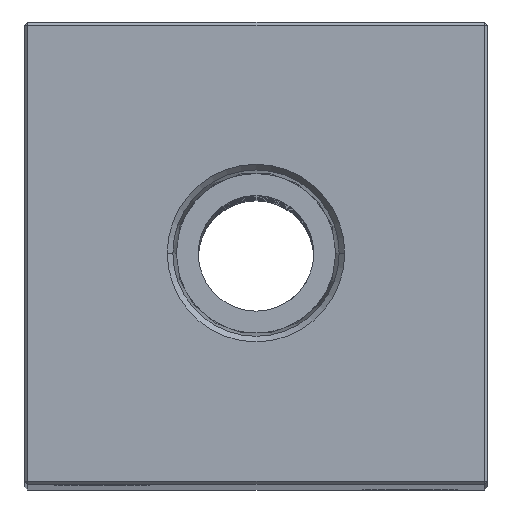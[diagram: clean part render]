
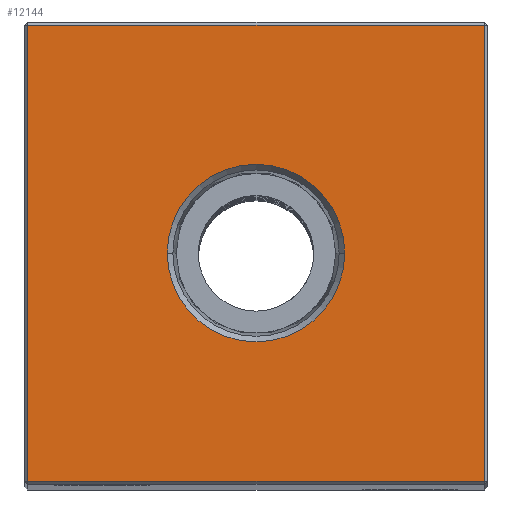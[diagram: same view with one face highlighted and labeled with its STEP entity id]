
A CAD part, top view. The second image highlights one B-rep face of the part: STEP entity #12144.
In plain terms, the highlighted planar face has unit normal (0, 0, 1).
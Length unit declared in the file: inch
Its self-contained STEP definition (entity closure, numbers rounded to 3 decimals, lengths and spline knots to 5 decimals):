
#820 = CARTESIAN_POINT ( 'NONE',  ( 0.288, 0., 10.75 ) ) ;
#2118 = LINE ( 'NONE', #3307, #10807 ) ;
#2719 = VERTEX_POINT ( 'NONE', #3664 ) ;
#2858 = VERTEX_POINT ( 'NONE', #16097 ) ;
#3054 = VECTOR ( 'NONE', #6729, 39.37008 ) ;
#3307 = CARTESIAN_POINT ( 'NONE',  ( 0.74, 0., 10.75 ) ) ;
#3567 = EDGE_CURVE ( 'NONE', #21151, #12794, #6350, .T. ) ;
#3664 = CARTESIAN_POINT ( 'NONE',  ( -0.288, 0., 10.75 ) ) ;
#3825 = PLANE ( 'NONE',  #9073 ) ;
#4396 = CARTESIAN_POINT ( 'NONE',  ( -0.74, -0.74, 10.75 ) ) ;
#4465 = VECTOR ( 'NONE', #4473, 39.37008 ) ;
#4473 = DIRECTION ( 'NONE',  ( 0., -1., 0. ) ) ;
#4510 = ORIENTED_EDGE ( 'NONE', *, *, #3567, .T. ) ;
#4780 = ORIENTED_EDGE ( 'NONE', *, *, #15988, .T. ) ;
#5012 = CARTESIAN_POINT ( 'NONE',  ( 0., 0., 10.75 ) ) ;
#5525 = CARTESIAN_POINT ( 'NONE',  ( 0., 0., 10.75 ) ) ;
#5901 = DIRECTION ( 'NONE',  ( 1., 0., 0. ) ) ;
#6350 = LINE ( 'NONE', #21715, #4465 ) ;
#6372 = VECTOR ( 'NONE', #12728, 39.37008 ) ;
#6729 = DIRECTION ( 'NONE',  ( 1., 0., 0. ) ) ;
#7394 = EDGE_CURVE ( 'NONE', #17327, #21151, #14232, .T. ) ;
#7515 = EDGE_CURVE ( 'NONE', #2858, #17327, #2118, .T. ) ;
#8524 = EDGE_LOOP ( 'NONE', ( #22039, #11400 ) ) ;
#8948 = CARTESIAN_POINT ( 'NONE',  ( 0., 0.74, 10.75 ) ) ;
#9073 = AXIS2_PLACEMENT_3D ( 'NONE', #13369, #19298, #16693 ) ;
#9727 = FACE_BOUND ( 'NONE', #8524, .T. ) ;
#10256 = LINE ( 'NONE', #12643, #3054 ) ;
#10807 = VECTOR ( 'NONE', #22423, 39.37008 ) ;
#11400 = ORIENTED_EDGE ( 'NONE', *, *, #16543, .F. ) ;
#12144 = ADVANCED_FACE ( 'NONE', ( #18702, #9727 ), #3825, .F. ) ;
#12363 = ORIENTED_EDGE ( 'NONE', *, *, #7515, .T. ) ;
#12643 = CARTESIAN_POINT ( 'NONE',  ( 0., -0.74, 10.75 ) ) ;
#12728 = DIRECTION ( 'NONE',  ( -1., 0., 0. ) ) ;
#12785 = EDGE_LOOP ( 'NONE', ( #4510, #4780, #12363, #23491 ) ) ;
#12794 = VERTEX_POINT ( 'NONE', #4396 ) ;
#13036 = DIRECTION ( 'NONE',  ( 1., 0., 0. ) ) ;
#13369 = CARTESIAN_POINT ( 'NONE',  ( 0., 0., 10.75 ) ) ;
#14232 = LINE ( 'NONE', #8948, #6372 ) ;
#15450 = CARTESIAN_POINT ( 'NONE',  ( 0.74, 0.74, 10.75 ) ) ;
#15454 = DIRECTION ( 'NONE',  ( 0., 0., 1. ) ) ;
#15988 = EDGE_CURVE ( 'NONE', #12794, #2858, #10256, .T. ) ;
#16097 = CARTESIAN_POINT ( 'NONE',  ( 0.74, -0.74, 10.75 ) ) ;
#16543 = EDGE_CURVE ( 'NONE', #2719, #20521, #17509, .T. ) ;
#16693 = DIRECTION ( 'NONE',  ( -1., 0., 0. ) ) ;
#17327 = VERTEX_POINT ( 'NONE', #15450 ) ;
#17509 = CIRCLE ( 'NONE', #20733, 0.288 ) ;
#18702 = FACE_OUTER_BOUND ( 'NONE', #12785, .T. ) ;
#19298 = DIRECTION ( 'NONE',  ( 0., 0., -1. ) ) ;
#19703 = AXIS2_PLACEMENT_3D ( 'NONE', #5012, #20860, #13036 ) ;
#20521 = VERTEX_POINT ( 'NONE', #820 ) ;
#20599 = CARTESIAN_POINT ( 'NONE',  ( -0.74, 0.74, 10.75 ) ) ;
#20733 = AXIS2_PLACEMENT_3D ( 'NONE', #5525, #15454, #5901 ) ;
#20860 = DIRECTION ( 'NONE',  ( 0., 0., 1. ) ) ;
#21151 = VERTEX_POINT ( 'NONE', #20599 ) ;
#21715 = CARTESIAN_POINT ( 'NONE',  ( -0.74, 0., 10.75 ) ) ;
#22039 = ORIENTED_EDGE ( 'NONE', *, *, #24751, .F. ) ;
#22423 = DIRECTION ( 'NONE',  ( 0., 1., 0. ) ) ;
#22535 = CIRCLE ( 'NONE', #19703, 0.288 ) ;
#23491 = ORIENTED_EDGE ( 'NONE', *, *, #7394, .T. ) ;
#24751 = EDGE_CURVE ( 'NONE', #20521, #2719, #22535, .T. ) ;
